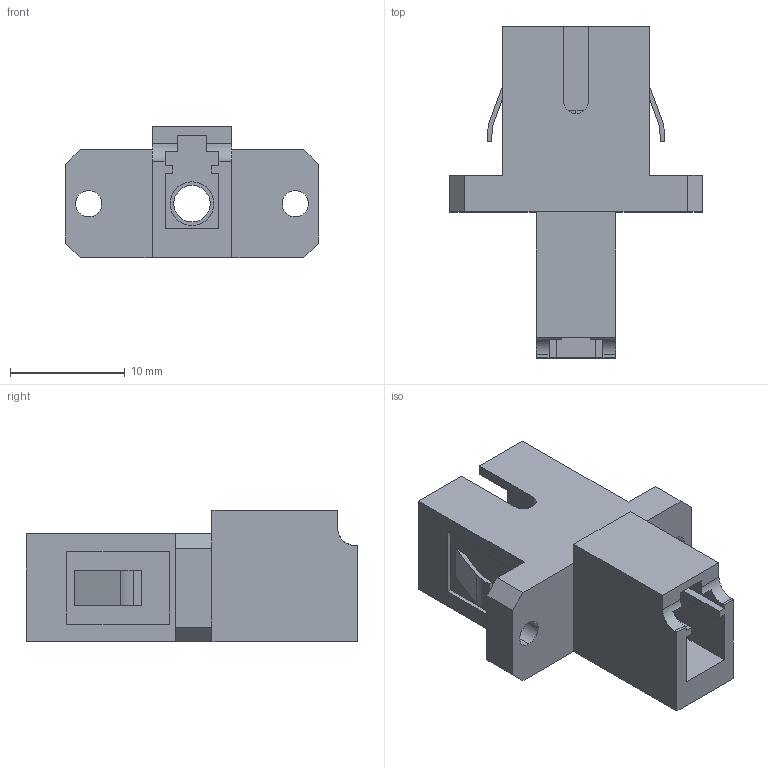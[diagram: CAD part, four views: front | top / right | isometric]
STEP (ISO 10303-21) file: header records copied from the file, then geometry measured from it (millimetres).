
FILE_DESCRIPTION (( 'STEP AP214' ), '1' );
FILE_NAME ('FOA-020C.STEP', '2014-01-22T16:59:06', ( 'L-Com' ), ( 'L-Com Global Connectivity' ), 'SwSTEP 2.0', 'SolidWorks 2012', '' );
FILE_SCHEMA (( 'AUTOMOTIVE_DESIGN' ));
Length unit declared in the file: inch
Products named in the file (1): FOA-020C
Bounding box: 22 x 28.88 x 11.43 mm (x, y, z)
Volume: 1930.4 mm3; surface area: 2886 mm2
Topology: 1 solids, 1 shells, 104 faces, 280 edges, 186 vertices
Faces by surface type: plane 85, cylinder 19
Entity records: 4086 total; most frequent: CARTESIAN_POINT 571, ORIENTED_EDGE 560, DIRECTION 530, EDGE_CURVE 280, VECTOR 240, LINE 240, VERTEX_POINT 186, AXIS2_PLACEMENT_3D 145
